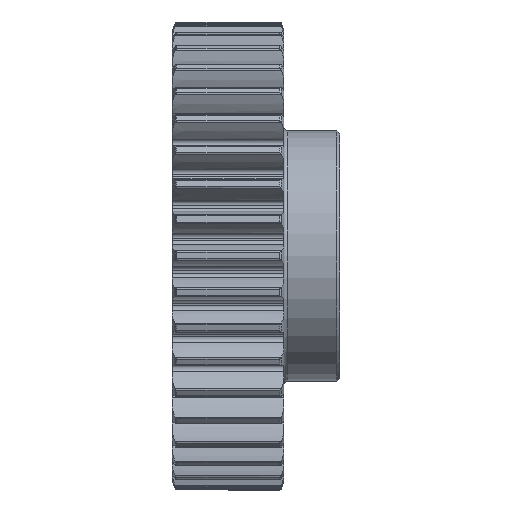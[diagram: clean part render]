
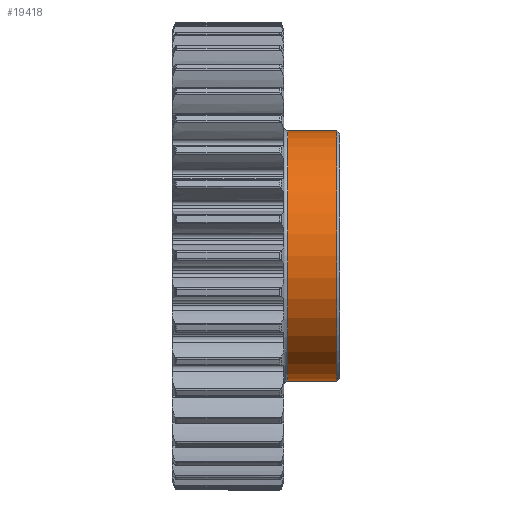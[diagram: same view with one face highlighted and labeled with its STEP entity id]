
A CAD part, top view. The second image highlights one B-rep face of the part: STEP entity #19418.
In plain terms, the highlighted cylindrical face has radius 22.5 mm (diameter 45 mm), a partial arc.
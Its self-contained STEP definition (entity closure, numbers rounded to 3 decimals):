
#4441=CARTESIAN_POINT('',(10.7,0.,0.));
#4442=DIRECTION('',(1.,0.,0.));
#4443=DIRECTION('',(0.,1.,0.));
#4444=AXIS2_PLACEMENT_3D('',#4441,#4442,#4443);
#4449=CARTESIAN_POINT('',(19.5,0.,0.));
#4450=DIRECTION('',(1.,0.,0.));
#4451=DIRECTION('',(0.,1.,0.));
#4452=AXIS2_PLACEMENT_3D('',#4449,#4450,#4451);
#4465=DIRECTION('',(-1.,0.,0.));
#4466=VECTOR('',#4465,8.8);
#4467=CARTESIAN_POINT('',(19.5,-22.5,0.));
#4468=LINE('',#4467,#4466);
#4480=DIRECTION('',(-1.,0.,0.));
#4481=VECTOR('',#4480,8.8);
#4482=CARTESIAN_POINT('',(19.5,22.5,0.));
#4483=LINE('',#4482,#4481);
#16238=CARTESIAN_POINT('',(19.5,22.5,0.));
#16240=VERTEX_POINT('',#16238);
#16242=CARTESIAN_POINT('',(19.5,-22.5,0.));
#16244=VERTEX_POINT('',#16242);
#17585=CARTESIAN_POINT('',(10.7,-22.5,0.));
#17586=CARTESIAN_POINT('',(10.7,22.5,0.));
#17587=VERTEX_POINT('',#17585);
#17588=VERTEX_POINT('',#17586);
#19404=CARTESIAN_POINT('',(9.5,0.,0.));
#19405=DIRECTION('',(1.,0.,0.));
#19406=DIRECTION('',(0.,-1.,0.));
#19407=AXIS2_PLACEMENT_3D('',#19404,#19405,#19406);
#19408=CYLINDRICAL_SURFACE('',#19407,22.5);
#19409=ORIENTED_EDGE('',*,*,#19398,.F.);
#19411=ORIENTED_EDGE('',*,*,#19410,.F.);
#19413=ORIENTED_EDGE('',*,*,#19412,.T.);
#19415=ORIENTED_EDGE('',*,*,#19414,.T.);
#19416=EDGE_LOOP('',(#19409,#19411,#19413,#19415));
#19417=FACE_OUTER_BOUND('',#19416,.F.);
#4445=CIRCLE('',#4444,22.5);
#4453=CIRCLE('',#4452,22.5);
#19398=EDGE_CURVE('',#17588,#17587,#4445,.T.);
#19410=EDGE_CURVE('',#16240,#17588,#4483,.T.);
#19412=EDGE_CURVE('',#16240,#16244,#4453,.T.);
#19414=EDGE_CURVE('',#16244,#17587,#4468,.T.);
#19418=ADVANCED_FACE('',(#19417),#19408,.T.);
